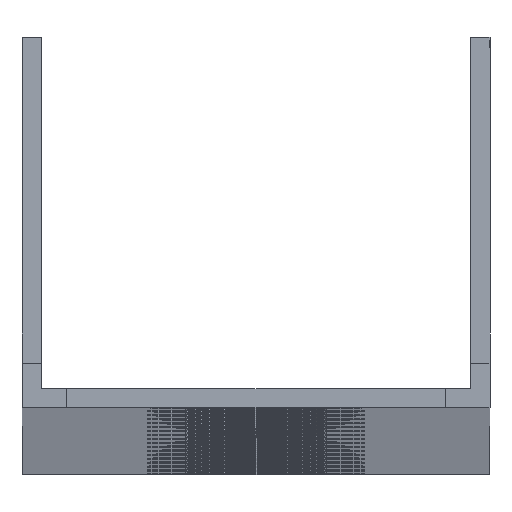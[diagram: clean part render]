
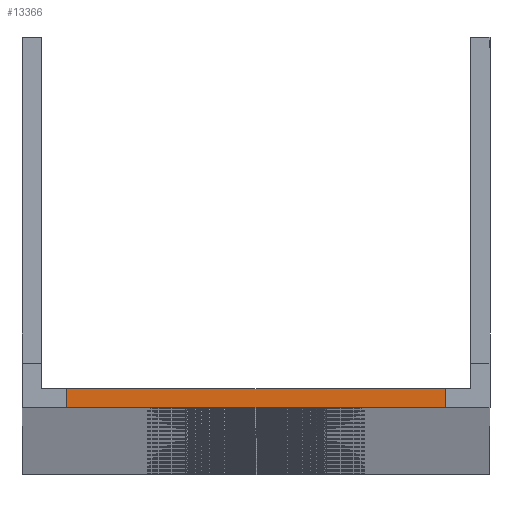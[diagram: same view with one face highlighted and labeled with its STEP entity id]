
A CAD part, top view. The second image highlights one B-rep face of the part: STEP entity #13366.
In plain terms, the highlighted planar face has unit normal (0, 0, 1).
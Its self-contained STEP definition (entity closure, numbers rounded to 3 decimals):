
#1821=FACE_OUTER_BOUND('',#2839,.T.);
#2839=EDGE_LOOP('',(#9872,#9873,#9874,#9875));
#3655=LINE('',#19318,#4703);
#3874=LINE('',#20556,#4922);
#4080=LINE('',#21367,#5128);
#4082=LINE('',#21370,#5130);
#4703=VECTOR('',#15427,10.);
#4922=VECTOR('',#16454,10.);
#5128=VECTOR('',#17062,10.);
#5130=VECTOR('',#17066,10.);
#5751=VERTEX_POINT('',#19315);
#5752=VERTEX_POINT('',#19317);
#6366=VERTEX_POINT('',#20553);
#6367=VERTEX_POINT('',#20555);
#6983=EDGE_CURVE('',#5751,#5752,#3655,.T.);
#7602=EDGE_CURVE('',#6367,#6366,#3874,.T.);
#8008=EDGE_CURVE('',#5751,#6367,#4080,.T.);
#8010=EDGE_CURVE('',#6366,#5752,#4082,.T.);
#9872=ORIENTED_EDGE('',*,*,#8010,.T.);
#9873=ORIENTED_EDGE('',*,*,#6983,.F.);
#9874=ORIENTED_EDGE('',*,*,#8008,.T.);
#9875=ORIENTED_EDGE('',*,*,#7602,.T.);
#12529=PLANE('',#14607);
#13366=ADVANCED_FACE('',(#1821),#12529,.F.);
#14607=AXIS2_PLACEMENT_3D('',#21374,#17069,#17070);
#15427=DIRECTION('',(-1.,0.,0.));
#16454=DIRECTION('',(-1.,0.,0.));
#17062=DIRECTION('',(0.,1.,0.));
#17066=DIRECTION('',(0.,-1.,0.));
#17069=DIRECTION('center_axis',(0.,0.,
-1.));
#17070=DIRECTION('ref_axis',(-1.,0.,0.));
#19315=CARTESIAN_POINT('',(-29.679,0.,0.));
#19317=CARTESIAN_POINT('',(-59.321,0.,0.));
#19318=CARTESIAN_POINT('',(0.,0.,0.));
#20553=CARTESIAN_POINT('',(-59.321,1.5,0.));
#20555=CARTESIAN_POINT('',(-29.679,1.5,0.));
#20556=CARTESIAN_POINT('',(0.,1.5,0.));
#21367=CARTESIAN_POINT('',(-29.679,0.75,0.));
#21370=CARTESIAN_POINT('',(-59.321,0.75,0.));
#21374=CARTESIAN_POINT('Origin',(-23.429,3.5,0.));
